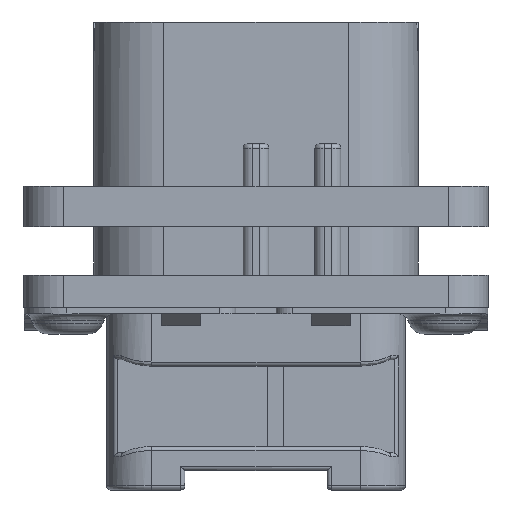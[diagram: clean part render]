
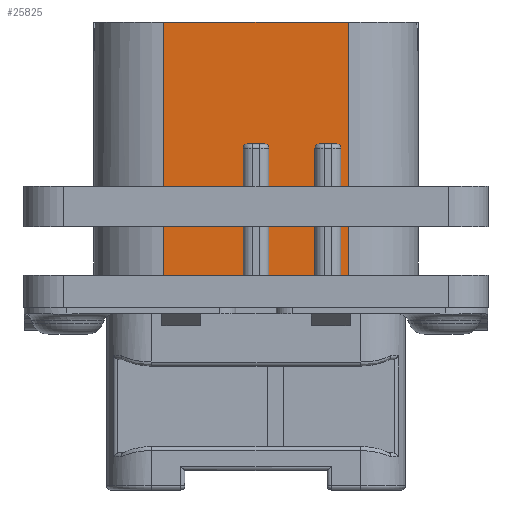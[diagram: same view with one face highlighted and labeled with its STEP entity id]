
A CAD part, front view. The second image highlights one B-rep face of the part: STEP entity #25825.
In plain terms, the highlighted planar face has unit normal (0, -1, 0).
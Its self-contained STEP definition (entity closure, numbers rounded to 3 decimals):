
#1218=DIRECTION('',(1.,0.,0.));
#1219=VECTOR('',#1218,11.4);
#1220=CARTESIAN_POINT('',(-5.7,-9.,17.67));
#1221=LINE('',#1220,#1219);
#1437=DIRECTION('',(0.,0.,1.));
#1438=VECTOR('',#1437,7.87);
#1439=CARTESIAN_POINT('',(0.8,-9.,2.));
#1440=LINE('',#1439,#1438);
#1441=DIRECTION('',(1.,0.,0.));
#1442=VECTOR('',#1441,1.1);
#1443=CARTESIAN_POINT('',(-0.55,-9.,10.12));
#1444=LINE('',#1443,#1442);
#1445=DIRECTION('',(0.,0.,1.));
#1446=VECTOR('',#1445,7.87);
#1447=CARTESIAN_POINT('',(-0.8,-9.,2.));
#1448=LINE('',#1447,#1446);
#1449=DIRECTION('',(0.,0.,-1.));
#1450=VECTOR('',#1449,15.67);
#1451=CARTESIAN_POINT('',(-5.7,-9.,17.67));
#1452=LINE('',#1451,#1450);
#1453=DIRECTION('',(0.,0.,-1.));
#1454=VECTOR('',#1453,15.67);
#1455=CARTESIAN_POINT('',(5.7,-9.,17.67));
#1456=LINE('',#1455,#1454);
#1457=DIRECTION('',(0.,0.,1.));
#1458=VECTOR('',#1457,7.87);
#1459=CARTESIAN_POINT('',(5.25,-9.,2.));
#1460=LINE('',#1459,#1458);
#1461=DIRECTION('',(1.,0.,0.));
#1462=VECTOR('',#1461,1.1);
#1463=CARTESIAN_POINT('',(3.9,-9.,10.12));
#1464=LINE('',#1463,#1462);
#1465=DIRECTION('',(0.,0.,1.));
#1466=VECTOR('',#1465,7.87);
#1467=CARTESIAN_POINT('',(3.65,-9.,2.));
#1468=LINE('',#1467,#1466);
#1482=CARTESIAN_POINT('',(0.55,-9.,9.87));
#1483=DIRECTION('',(0.,1.,0.));
#1484=DIRECTION('',(0.,0.,1.));
#1485=AXIS2_PLACEMENT_3D('',#1482,#1483,#1484);
#1555=DIRECTION('',(1.,0.,0.));
#1556=VECTOR('',#1555,2.85);
#1557=CARTESIAN_POINT('',(0.8,-9.,2.));
#1558=LINE('',#1557,#1556);
#1581=CARTESIAN_POINT('',(3.9,-9.,9.87));
#1582=DIRECTION('',(0.,1.,0.));
#1583=DIRECTION('',(-1.,0.,0.));
#1584=AXIS2_PLACEMENT_3D('',#1581,#1582,#1583);
#1613=CARTESIAN_POINT('',(5.,-9.,9.87));
#1614=DIRECTION('',(0.,1.,0.));
#1615=DIRECTION('',(0.,0.,1.));
#1616=AXIS2_PLACEMENT_3D('',#1613,#1614,#1615);
#1639=DIRECTION('',(1.,0.,0.));
#1640=VECTOR('',#1639,0.45);
#1641=CARTESIAN_POINT('',(5.25,-9.,2.));
#1642=LINE('',#1641,#1640);
#4466=DIRECTION('',(1.,0.,0.));
#4467=VECTOR('',#4466,4.9);
#4468=CARTESIAN_POINT('',(-5.7,-9.,2.));
#4469=LINE('',#4468,#4467);
#8348=CARTESIAN_POINT('',(-0.55,-9.,9.87));
#8349=DIRECTION('',(0.,1.,0.));
#8350=DIRECTION('',(-1.,0.,0.));
#8351=AXIS2_PLACEMENT_3D('',#8348,#8349,#8350);
#20617=CARTESIAN_POINT('',(-5.7,-9.,17.67));
#20618=CARTESIAN_POINT('',(-5.7,-9.,2.));
#20619=VERTEX_POINT('',#20617);
#20620=VERTEX_POINT('',#20618);
#20621=CARTESIAN_POINT('',(5.7,-9.,17.67));
#20622=CARTESIAN_POINT('',(5.7,-9.,2.));
#20623=VERTEX_POINT('',#20621);
#20624=VERTEX_POINT('',#20622);
#20755=CARTESIAN_POINT('',(-0.8,-9.,2.));
#20756=VERTEX_POINT('',#20755);
#20757=CARTESIAN_POINT('',(0.8,-9.,2.));
#20758=CARTESIAN_POINT('',(3.65,-9.,2.));
#20759=VERTEX_POINT('',#20757);
#20760=VERTEX_POINT('',#20758);
#20761=CARTESIAN_POINT('',(5.25,-9.,2.));
#20762=VERTEX_POINT('',#20761);
#21998=CARTESIAN_POINT('',(0.8,-9.,9.87));
#22000=VERTEX_POINT('',#21998);
#22002=CARTESIAN_POINT('',(0.55,-9.,10.12));
#22004=VERTEX_POINT('',#22002);
#22017=CARTESIAN_POINT('',(-0.55,-9.,10.12));
#22018=VERTEX_POINT('',#22017);
#22019=CARTESIAN_POINT('',(-0.8,-9.,9.87));
#22020=VERTEX_POINT('',#22019);
#22022=CARTESIAN_POINT('',(5.25,-9.,9.87));
#22024=VERTEX_POINT('',#22022);
#22026=CARTESIAN_POINT('',(5.,-9.,10.12));
#22028=VERTEX_POINT('',#22026);
#22041=CARTESIAN_POINT('',(3.9,-9.,10.12));
#22042=VERTEX_POINT('',#22041);
#22043=CARTESIAN_POINT('',(3.65,-9.,9.87));
#22044=VERTEX_POINT('',#22043);
#25788=CARTESIAN_POINT('',(-10.05,-9.,2.));
#25789=DIRECTION('',(0.,-1.,0.));
#25790=DIRECTION('',(1.,0.,0.));
#25791=AXIS2_PLACEMENT_3D('',#25788,#25789,#25790);
#25792=PLANE('',#25791);
#25794=ORIENTED_EDGE('',*,*,#25793,.T.);
#25796=ORIENTED_EDGE('',*,*,#25795,.F.);
#25798=ORIENTED_EDGE('',*,*,#25797,.F.);
#25800=ORIENTED_EDGE('',*,*,#25799,.F.);
#25802=ORIENTED_EDGE('',*,*,#25801,.F.);
#25804=ORIENTED_EDGE('',*,*,#25803,.F.);
#25806=ORIENTED_EDGE('',*,*,#25805,.F.);
#25807=ORIENTED_EDGE('',*,*,#25675,.T.);
#25808=ORIENTED_EDGE('',*,*,#25585,.T.);
#25810=ORIENTED_EDGE('',*,*,#25809,.F.);
#25812=ORIENTED_EDGE('',*,*,#25811,.T.);
#25814=ORIENTED_EDGE('',*,*,#25813,.F.);
#25816=ORIENTED_EDGE('',*,*,#25815,.F.);
#25818=ORIENTED_EDGE('',*,*,#25817,.F.);
#25820=ORIENTED_EDGE('',*,*,#25819,.F.);
#25822=ORIENTED_EDGE('',*,*,#25821,.F.);
#25823=EDGE_LOOP('',(#25794,#25796,#25798,#25800,#25802,#25804,#25806,#25807,
#25808,#25810,#25812,#25814,#25816,#25818,#25820,#25822));
#25824=FACE_OUTER_BOUND('',#25823,.F.);
#25825=ADVANCED_FACE('',(#25824),#25792,.T.);
#1486=CIRCLE('',#1485,0.25);
#1585=CIRCLE('',#1584,0.25);
#1617=CIRCLE('',#1616,0.25);
#8352=CIRCLE('',#8351,0.25);
#25585=EDGE_CURVE('',#20623,#20624,#1456,.T.);
#25675=EDGE_CURVE('',#20619,#20623,#1221,.T.);
#25793=EDGE_CURVE('',#20759,#22000,#1440,.T.);
#25795=EDGE_CURVE('',#22004,#22000,#1486,.T.);
#25797=EDGE_CURVE('',#22018,#22004,#1444,.T.);
#25799=EDGE_CURVE('',#22020,#22018,#8352,.T.);
#25801=EDGE_CURVE('',#20756,#22020,#1448,.T.);
#25803=EDGE_CURVE('',#20620,#20756,#4469,.T.);
#25805=EDGE_CURVE('',#20619,#20620,#1452,.T.);
#25809=EDGE_CURVE('',#20762,#20624,#1642,.T.);
#25811=EDGE_CURVE('',#20762,#22024,#1460,.T.);
#25813=EDGE_CURVE('',#22028,#22024,#1617,.T.);
#25815=EDGE_CURVE('',#22042,#22028,#1464,.T.);
#25817=EDGE_CURVE('',#22044,#22042,#1585,.T.);
#25819=EDGE_CURVE('',#20760,#22044,#1468,.T.);
#25821=EDGE_CURVE('',#20759,#20760,#1558,.T.);
